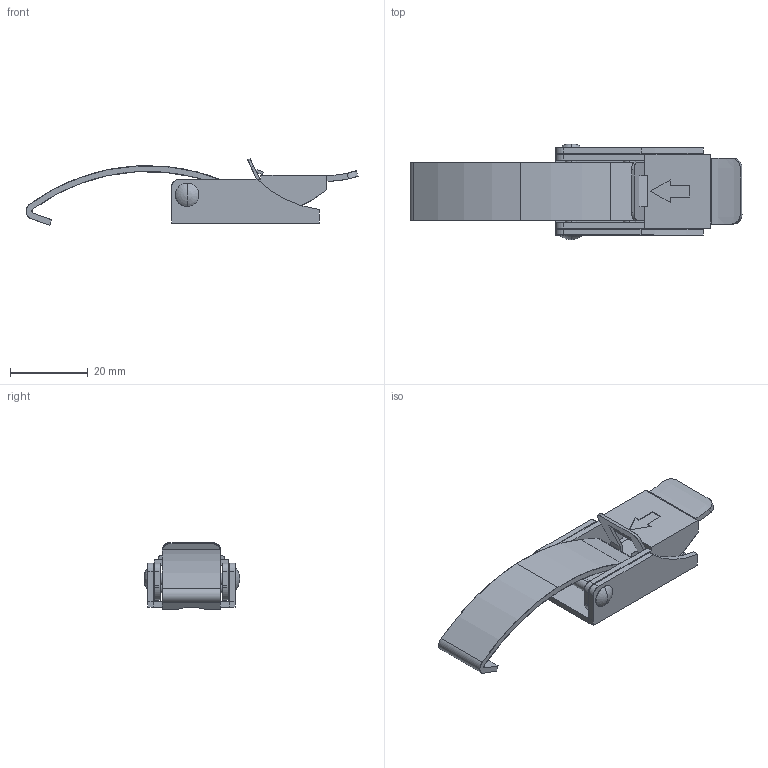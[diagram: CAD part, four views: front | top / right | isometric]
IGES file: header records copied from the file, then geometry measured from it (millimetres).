
Start section: SolidWorks IGES file using analytic representation for surfaces
Global section: file name: CS-08302.IGS; native system: SolidWorks 2010; preprocessor: SolidWorks 2010; author: BQDB01; date: 141021.090939; units: millimetre
Bounding box: 85.51 x 24.55 x 17.16 mm (x, y, z)
Surface area: 8961.2 mm2 (no closed solid volume)
Topology: 0 solids, 0 shells, 137 faces, 1658 edges, 1657 vertices
Faces by surface type: bspline 78, revolution 59
